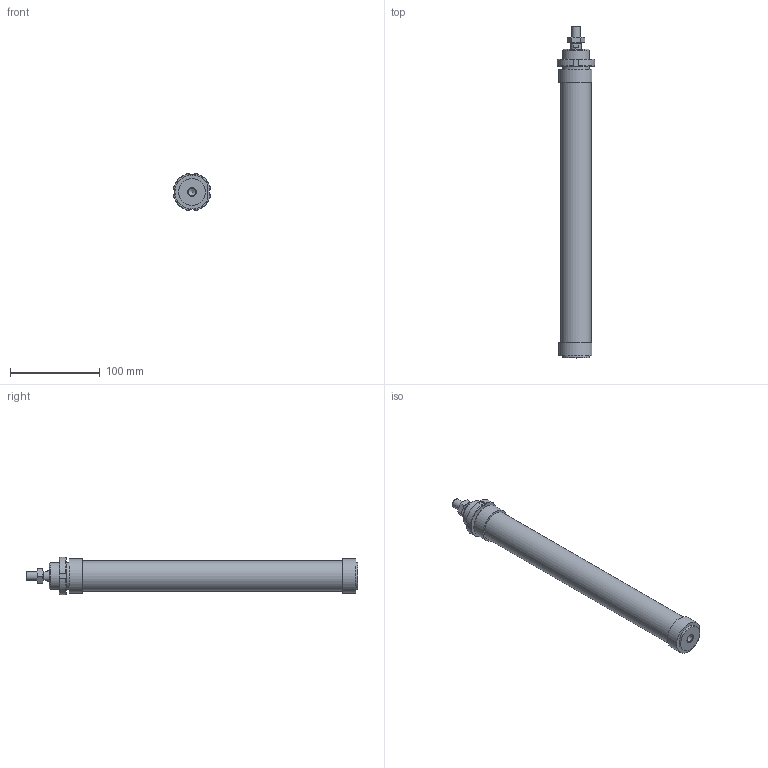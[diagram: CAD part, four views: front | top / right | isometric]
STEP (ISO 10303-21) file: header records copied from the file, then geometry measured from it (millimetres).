
FILE_DESCRIPTION((''),'2;1');
FILE_NAME('1281_32_0250.iam.stp','2009-06-04T09:41:19',(''),(''),'Autodesk Inventor 2010','Autodesk Inventor 2010','');
FILE_SCHEMA(('AUTOMOTIVE_DESIGN { 1 0 10303 214 1 1 1 1 }'));
Length unit declared in the file: millimetre
Products named in the file (5): 1281_32_0250; C1281_32_250; S1280_32_250; 1200_32_05; 1200_32_06
Assembly tree (4 placements, depth 2):
  1281_32_0250
    C1281_32_250
    S1280_32_250
    1200_32_05
    1200_32_06
Bounding box: 41.7 x 369.5 x 41.7 mm (x, y, z)
Volume: 313952.8 mm3; surface area: 66507.5 mm2
Topology: 4 solids, 4 shells, 88 faces, 195 edges, 124 vertices
Faces by surface type: plane 39, cone 22, bspline 14, cylinder 13
Full cylindrical faces by diameter (mm): 8.8 x1, 10 x1, 12 x2, 30 x2, 33.6 x1
Entity records: 2663 total; most frequent: CARTESIAN_POINT 675, DIRECTION 362, ORIENTED_EDGE 338, EDGE_CURVE 169, AXIS2_PLACEMENT_3D 150, EDGE_LOOP 122, VERTEX_POINT 119, STYLED_ITEM 92
